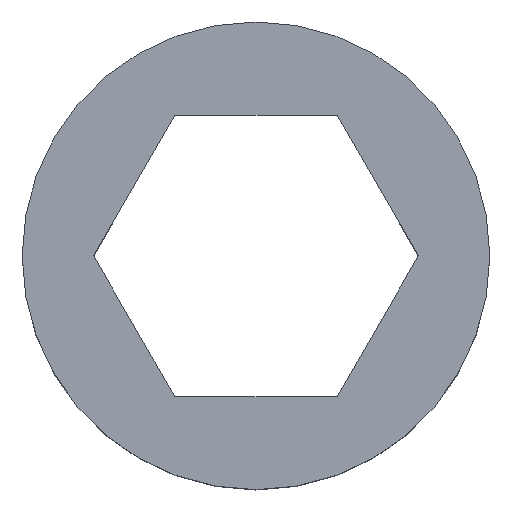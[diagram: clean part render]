
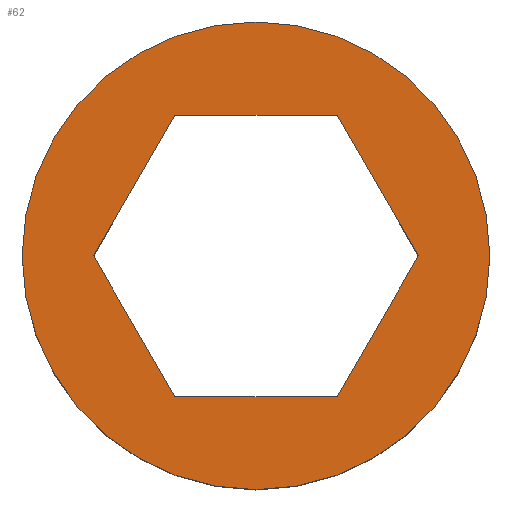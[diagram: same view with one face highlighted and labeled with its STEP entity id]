
A CAD part, top view. The second image highlights one B-rep face of the part: STEP entity #62.
In plain terms, the highlighted planar face has unit normal (0, 0, 1).
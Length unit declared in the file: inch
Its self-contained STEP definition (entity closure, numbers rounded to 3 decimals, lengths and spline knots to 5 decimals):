
#1 = DIRECTION ( 'NONE',  ( 0., 0., 1. ) ) ;
#6 = EDGE_LOOP ( 'NONE', ( #112, #192, #66, #191, #118, #215 ) ) ;
#7 = ORIENTED_EDGE ( 'NONE', *, *, #131, .T. ) ;
#15 = EDGE_CURVE ( 'NONE', #184, #90, #72, .T. ) ;
#17 = AXIS2_PLACEMENT_3D ( 'NONE', #274, #70, #48 ) ;
#19 = FACE_OUTER_BOUND ( 'NONE', #211, .T. ) ;
#21 = VECTOR ( 'NONE', #76, 39.37008 ) ;
#28 = CARTESIAN_POINT ( 'NONE',  ( 0.10854, 0.188, 0.25 ) ) ;
#35 = ORIENTED_EDGE ( 'NONE', *, *, #130, .T. ) ;
#38 = LINE ( 'NONE', #60, #145 ) ;
#41 = CIRCLE ( 'NONE', #173, 0.3125 ) ;
#48 = DIRECTION ( 'NONE',  ( 1., 0., 0. ) ) ;
#51 = LINE ( 'NONE', #176, #21 ) ;
#54 = CARTESIAN_POINT ( 'NONE',  ( 0.10854, -0.188, 0.25 ) ) ;
#60 = CARTESIAN_POINT ( 'NONE',  ( 0.21708, 0., 0.25 ) ) ;
#62 = ADVANCED_FACE ( 'NONE', ( #19, #297 ), #196, .T. ) ;
#66 = ORIENTED_EDGE ( 'NONE', *, *, #124, .F. ) ;
#70 = DIRECTION ( 'NONE',  ( 0., 0., 1. ) ) ;
#72 = LINE ( 'NONE', #195, #325 ) ;
#76 = DIRECTION ( 'NONE',  ( 0.5, -0.866, 0. ) ) ;
#78 = LINE ( 'NONE', #181, #284 ) ;
#82 = CARTESIAN_POINT ( 'NONE',  ( 0.10854, 0.188, 0.25 ) ) ;
#90 = VERTEX_POINT ( 'NONE', #301 ) ;
#101 = DIRECTION ( 'NONE',  ( 0.5, 0.866, 0. ) ) ;
#106 = CARTESIAN_POINT ( 'NONE',  ( -0.10854, 0.188, 0.25 ) ) ;
#112 = ORIENTED_EDGE ( 'NONE', *, *, #286, .F. ) ;
#118 = ORIENTED_EDGE ( 'NONE', *, *, #15, .F. ) ;
#124 = EDGE_CURVE ( 'NONE', #210, #263, #78, .T. ) ;
#128 = CIRCLE ( 'NONE', #266, 0.3125 ) ;
#130 = EDGE_CURVE ( 'NONE', #239, #134, #41, .T. ) ;
#131 = EDGE_CURVE ( 'NONE', #134, #239, #128, .T. ) ;
#132 = CARTESIAN_POINT ( 'NONE',  ( 0.21708, 0., 0.25 ) ) ;
#134 = VERTEX_POINT ( 'NONE', #206 ) ;
#139 = VECTOR ( 'NONE', #101, 39.37008 ) ;
#145 = VECTOR ( 'NONE', #264, 39.37008 ) ;
#155 = DIRECTION ( 'NONE',  ( 0., 0., 1. ) ) ;
#173 = AXIS2_PLACEMENT_3D ( 'NONE', #231, #1, #204 ) ;
#176 = CARTESIAN_POINT ( 'NONE',  ( -0.21708, 0., 0.25 ) ) ;
#177 = CARTESIAN_POINT ( 'NONE',  ( -0.3125, 0., 0.25 ) ) ;
#179 = EDGE_CURVE ( 'NONE', #90, #210, #51, .T. ) ;
#181 = CARTESIAN_POINT ( 'NONE',  ( -0.10854, -0.188, 0.25 ) ) ;
#184 = VERTEX_POINT ( 'NONE', #106 ) ;
#191 = ORIENTED_EDGE ( 'NONE', *, *, #179, .F. ) ;
#192 = ORIENTED_EDGE ( 'NONE', *, *, #250, .F. ) ;
#194 = DIRECTION ( 'NONE',  ( -0.5, -0.866, 0. ) ) ;
#195 = CARTESIAN_POINT ( 'NONE',  ( -0.10854, 0.188, 0.25 ) ) ;
#196 = PLANE ( 'NONE',  #17 ) ;
#201 = CARTESIAN_POINT ( 'NONE',  ( -0.10854, -0.188, 0.25 ) ) ;
#203 = CARTESIAN_POINT ( 'NONE',  ( 0., 0., 0.25 ) ) ;
#204 = DIRECTION ( 'NONE',  ( 1., 0., 0. ) ) ;
#206 = CARTESIAN_POINT ( 'NONE',  ( 0.3125, 0., 0.25 ) ) ;
#210 = VERTEX_POINT ( 'NONE', #201 ) ;
#211 = EDGE_LOOP ( 'NONE', ( #35, #7 ) ) ;
#215 = ORIENTED_EDGE ( 'NONE', *, *, #238, .F. ) ;
#230 = CARTESIAN_POINT ( 'NONE',  ( 0.10854, -0.188, 0.25 ) ) ;
#231 = CARTESIAN_POINT ( 'NONE',  ( 0., 0., 0.25 ) ) ;
#238 = EDGE_CURVE ( 'NONE', #313, #184, #256, .T. ) ;
#239 = VERTEX_POINT ( 'NONE', #177 ) ;
#250 = EDGE_CURVE ( 'NONE', #263, #261, #304, .T. ) ;
#256 = LINE ( 'NONE', #28, #279 ) ;
#261 = VERTEX_POINT ( 'NONE', #132 ) ;
#263 = VERTEX_POINT ( 'NONE', #54 ) ;
#264 = DIRECTION ( 'NONE',  ( -0.5, 0.866, 0. ) ) ;
#266 = AXIS2_PLACEMENT_3D ( 'NONE', #203, #155, #307 ) ;
#274 = CARTESIAN_POINT ( 'NONE',  ( 0., 0., 0.25 ) ) ;
#279 = VECTOR ( 'NONE', #328, 39.37008 ) ;
#284 = VECTOR ( 'NONE', #302, 39.37008 ) ;
#286 = EDGE_CURVE ( 'NONE', #261, #313, #38, .T. ) ;
#297 = FACE_BOUND ( 'NONE', #6, .T. ) ;
#301 = CARTESIAN_POINT ( 'NONE',  ( -0.21708, 0., 0.25 ) ) ;
#302 = DIRECTION ( 'NONE',  ( 1., 0., 0. ) ) ;
#304 = LINE ( 'NONE', #230, #139 ) ;
#307 = DIRECTION ( 'NONE',  ( 1., 0., 0. ) ) ;
#313 = VERTEX_POINT ( 'NONE', #82 ) ;
#325 = VECTOR ( 'NONE', #194, 39.37008 ) ;
#328 = DIRECTION ( 'NONE',  ( -1., 0., 0. ) ) ;
